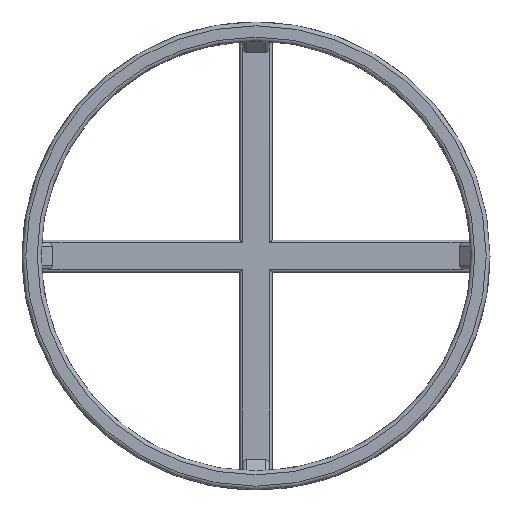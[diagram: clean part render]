
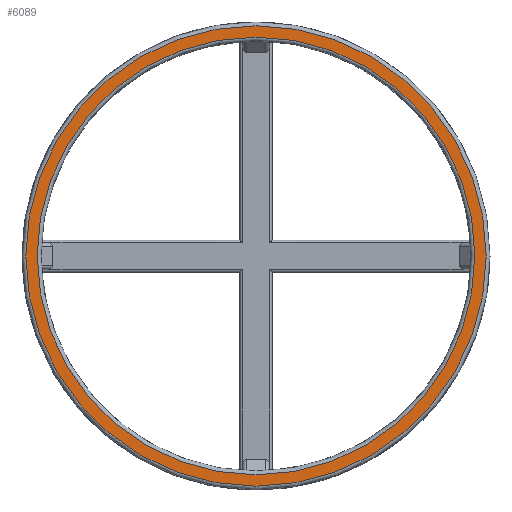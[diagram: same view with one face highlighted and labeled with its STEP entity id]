
A CAD part, top view. The second image highlights one B-rep face of the part: STEP entity #6089.
In plain terms, the highlighted planar face has unit normal (0, 0, 1).
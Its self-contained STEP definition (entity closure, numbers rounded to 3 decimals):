
#1121 = TOROIDAL_SURFACE('',#1122,57.75,1.);
#1122 = AXIS2_PLACEMENT_3D('',#1123,#1124,#1125);
#1123 = CARTESIAN_POINT('',(0.,0.,21.));
#1124 = DIRECTION('',(0.,0.,1.));
#1125 = DIRECTION('',(1.,0.,-0.));
#4721 = VERTEX_POINT('',#4722);
#4722 = CARTESIAN_POINT('',(57.75,0.,22.));
#4742 = EDGE_CURVE('',#4721,#4721,#4743,.T.);
#4743 = SURFACE_CURVE('',#4744,(#4749,#4756),.PCURVE_S1.);
#4744 = CIRCLE('',#4745,57.75);
#4745 = AXIS2_PLACEMENT_3D('',#4746,#4747,#4748);
#4746 = CARTESIAN_POINT('',(0.,0.,22.));
#4747 = DIRECTION('',(0.,0.,1.));
#4748 = DIRECTION('',(1.,0.,-0.));
#4749 = PCURVE('',#1121,#4750);
#4750 = DEFINITIONAL_REPRESENTATION('',(#4751),#4755);
#4751 = LINE('',#4752,#4753);
#4752 = CARTESIAN_POINT('',(0.,1.571));
#4753 = VECTOR('',#4754,1.);
#4754 = DIRECTION('',(1.,0.));
#4755 = ( GEOMETRIC_REPRESENTATION_CONTEXT(2) 
PARAMETRIC_REPRESENTATION_CONTEXT() REPRESENTATION_CONTEXT('2D SPACE',''
  ) );
#4756 = PCURVE('',#4757,#4762);
#4757 = PLANE('',#4758);
#4758 = AXIS2_PLACEMENT_3D('',#4759,#4760,#4761);
#4759 = CARTESIAN_POINT('',(0.,0.,22.));
#4760 = DIRECTION('',(0.,0.,1.));
#4761 = DIRECTION('',(1.,0.,-0.));
#4762 = DEFINITIONAL_REPRESENTATION('',(#4763),#4767);
#4763 = CIRCLE('',#4764,57.75);
#4764 = AXIS2_PLACEMENT_2D('',#4765,#4766);
#4765 = CARTESIAN_POINT('',(0.,0.));
#4766 = DIRECTION('',(1.,0.));
#4767 = ( GEOMETRIC_REPRESENTATION_CONTEXT(2) 
PARAMETRIC_REPRESENTATION_CONTEXT() REPRESENTATION_CONTEXT('2D SPACE',''
  ) );
#6089 = ADVANCED_FACE('',(#6090,#6093),#4757,.T.);
#6090 = FACE_BOUND('',#6091,.T.);
#6091 = EDGE_LOOP('',(#6092));
#6092 = ORIENTED_EDGE('',*,*,#4742,.F.);
#6093 = FACE_BOUND('',#6094,.T.);
#6094 = EDGE_LOOP('',(#6095));
#6095 = ORIENTED_EDGE('',*,*,#6096,.T.);
#6096 = EDGE_CURVE('',#6097,#6097,#6099,.T.);
#6097 = VERTEX_POINT('',#6098);
#6098 = CARTESIAN_POINT('',(60.75,0.,22.));
#6099 = SURFACE_CURVE('',#6100,(#6105,#6112),.PCURVE_S1.);
#6100 = CIRCLE('',#6101,60.75);
#6101 = AXIS2_PLACEMENT_3D('',#6102,#6103,#6104);
#6102 = CARTESIAN_POINT('',(0.,0.,22.));
#6103 = DIRECTION('',(0.,0.,1.));
#6104 = DIRECTION('',(1.,0.,-0.));
#6105 = PCURVE('',#4757,#6106);
#6106 = DEFINITIONAL_REPRESENTATION('',(#6107),#6111);
#6107 = CIRCLE('',#6108,60.75);
#6108 = AXIS2_PLACEMENT_2D('',#6109,#6110);
#6109 = CARTESIAN_POINT('',(0.,0.));
#6110 = DIRECTION('',(1.,0.));
#6111 = ( GEOMETRIC_REPRESENTATION_CONTEXT(2) 
PARAMETRIC_REPRESENTATION_CONTEXT() REPRESENTATION_CONTEXT('2D SPACE',''
  ) );
#6112 = PCURVE('',#6113,#6118);
#6113 = TOROIDAL_SURFACE('',#6114,60.75,1.);
#6114 = AXIS2_PLACEMENT_3D('',#6115,#6116,#6117);
#6115 = CARTESIAN_POINT('',(0.,0.,21.));
#6116 = DIRECTION('',(0.,0.,1.));
#6117 = DIRECTION('',(1.,0.,-0.));
#6118 = DEFINITIONAL_REPRESENTATION('',(#6119),#6123);
#6119 = LINE('',#6120,#6121);
#6120 = CARTESIAN_POINT('',(0.,1.571));
#6121 = VECTOR('',#6122,1.);
#6122 = DIRECTION('',(1.,0.));
#6123 = ( GEOMETRIC_REPRESENTATION_CONTEXT(2) 
PARAMETRIC_REPRESENTATION_CONTEXT() REPRESENTATION_CONTEXT('2D SPACE',''
  ) );
